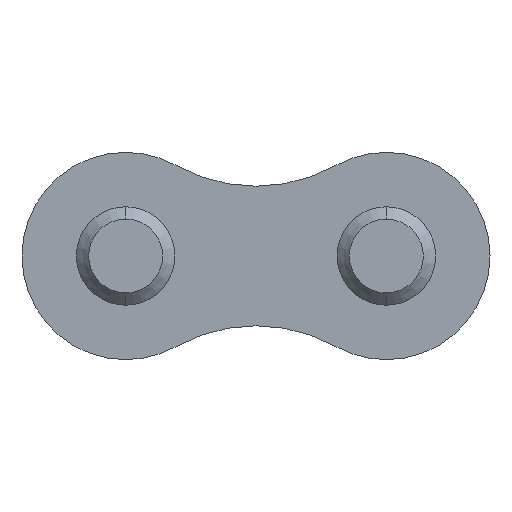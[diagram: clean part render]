
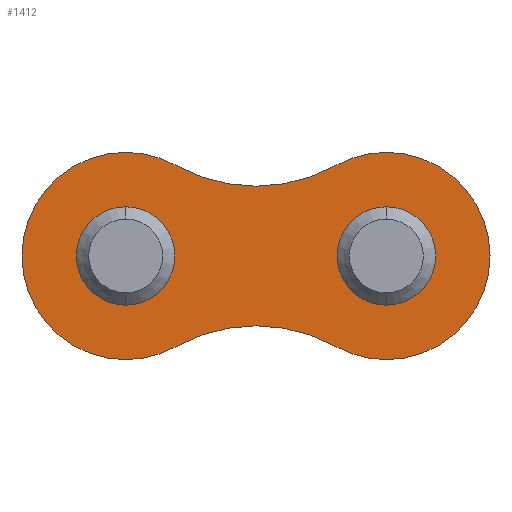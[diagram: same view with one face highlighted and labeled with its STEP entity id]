
A CAD part, front view. The second image highlights one B-rep face of the part: STEP entity #1412.
In plain terms, the highlighted planar face has unit normal (0, -1, 0).
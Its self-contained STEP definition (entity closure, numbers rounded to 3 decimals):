
#24 = DIRECTION ( 'NONE',  ( 0., 1., 0. ) ) ;
#29 = DIRECTION ( 'NONE',  ( 0., 1., 0. ) ) ;
#36 = EDGE_CURVE ( 'NONE', #1273, #636, #1351, .T. ) ;
#40 = AXIS2_PLACEMENT_3D ( 'NONE', #576, #1639, #45 ) ;
#45 = DIRECTION ( 'NONE',  ( 0., 0., 1. ) ) ;
#61 = AXIS2_PLACEMENT_3D ( 'NONE', #1253, #24, #819 ) ;
#119 = ORIENTED_EDGE ( 'NONE', *, *, #1166, .T. ) ;
#131 = CARTESIAN_POINT ( 'NONE',  ( 3.175, -3.3, -5.7 ) ) ;
#136 = CARTESIAN_POINT ( 'NONE',  ( 3.175, -3.3, 5.7 ) ) ;
#140 = VERTEX_POINT ( 'NONE', #1061 ) ;
#158 = ORIENTED_EDGE ( 'NONE', *, *, #1028, .T. ) ;
#163 = EDGE_CURVE ( 'NONE', #222, #1089, #583, .T. ) ;
#200 = CIRCLE ( 'NONE', #1358, 2.525 ) ;
#214 = VERTEX_POINT ( 'NONE', #646 ) ;
#222 = VERTEX_POINT ( 'NONE', #1527 ) ;
#226 = DIRECTION ( 'NONE',  ( 0., -1., 0. ) ) ;
#231 = AXIS2_PLACEMENT_3D ( 'NONE', #136, #1618, #652 ) ;
#234 = ORIENTED_EDGE ( 'NONE', *, *, #36, .F. ) ;
#241 = DIRECTION ( 'NONE',  ( 0., 0., -1. ) ) ;
#260 = CARTESIAN_POINT ( 'NONE',  ( 1.229, -3.3, 2.206 ) ) ;
#271 = DIRECTION ( 'NONE',  ( 0., 1., 0. ) ) ;
#284 = CARTESIAN_POINT ( 'NONE',  ( 0., -3.3, 1.2 ) ) ;
#302 = VERTEX_POINT ( 'NONE', #284 ) ;
#323 = CARTESIAN_POINT ( 'NONE',  ( 0., -3.3, -2.525 ) ) ;
#324 = AXIS2_PLACEMENT_3D ( 'NONE', #937, #1442, #1213 ) ;
#348 = EDGE_CURVE ( 'NONE', #214, #1273, #823, .T. ) ;
#364 = VERTEX_POINT ( 'NONE', #1337 ) ;
#392 = CARTESIAN_POINT ( 'NONE',  ( 3.175, -3.3, -5.7 ) ) ;
#435 = PLANE ( 'NONE',  #61 ) ;
#452 = AXIS2_PLACEMENT_3D ( 'NONE', #1580, #612, #241 ) ;
#457 = DIRECTION ( 'NONE',  ( 0., 0., -1. ) ) ;
#474 = AXIS2_PLACEMENT_3D ( 'NONE', #1658, #1417, #492 ) ;
#479 = ORIENTED_EDGE ( 'NONE', *, *, #974, .T. ) ;
#492 = DIRECTION ( 'NONE',  ( 0., 0., -1. ) ) ;
#507 = DIRECTION ( 'NONE',  ( 0., 0., 1. ) ) ;
#523 = CIRCLE ( 'NONE', #231, 4. ) ;
#532 = DIRECTION ( 'NONE',  ( 0., 1., 0. ) ) ;
#533 = CARTESIAN_POINT ( 'NONE',  ( 6.35, -3.3, 1.2 ) ) ;
#536 = EDGE_CURVE ( 'NONE', #636, #1345, #596, .T. ) ;
#554 = FACE_BOUND ( 'NONE', #1591, .T. ) ;
#576 = CARTESIAN_POINT ( 'NONE',  ( 0., -3.3, 0. ) ) ;
#579 = DIRECTION ( 'NONE',  ( 0., 1., 0. ) ) ;
#583 = CIRCLE ( 'NONE', #452, 2.525 ) ;
#587 = AXIS2_PLACEMENT_3D ( 'NONE', #1593, #1497, #1629 ) ;
#594 = AXIS2_PLACEMENT_3D ( 'NONE', #392, #962, #1470 ) ;
#596 = CIRCLE ( 'NONE', #1565, 4. ) ;
#612 = DIRECTION ( 'NONE',  ( 0., 1., 0. ) ) ;
#636 = VERTEX_POINT ( 'NONE', #821 ) ;
#646 = CARTESIAN_POINT ( 'NONE',  ( 6.35, -3.3, -2.525 ) ) ;
#652 = DIRECTION ( 'NONE',  ( 0., 0., -1. ) ) ;
#687 = CIRCLE ( 'NONE', #1657, 1.2 ) ;
#699 = CARTESIAN_POINT ( 'NONE',  ( 0., -3.3, 0. ) ) ;
#740 = CIRCLE ( 'NONE', #40, 1.2 ) ;
#758 = ORIENTED_EDGE ( 'NONE', *, *, #1312, .T. ) ;
#767 = EDGE_CURVE ( 'NONE', #1684, #222, #523, .T. ) ;
#776 = AXIS2_PLACEMENT_3D ( 'NONE', #1710, #1081, #1317 ) ;
#809 = CARTESIAN_POINT ( 'NONE',  ( 6.35, -3.3, 2.525 ) ) ;
#819 = DIRECTION ( 'NONE',  ( 0., 0., -1. ) ) ;
#821 = CARTESIAN_POINT ( 'NONE',  ( 3.175, -3.3, -1.7 ) ) ;
#823 = CIRCLE ( 'NONE', #587, 2.525 ) ;
#841 = CARTESIAN_POINT ( 'NONE',  ( 0., -3.3, 0. ) ) ;
#843 = ORIENTED_EDGE ( 'NONE', *, *, #163, .F. ) ;
#903 = CARTESIAN_POINT ( 'NONE',  ( 6.35, -3.3, 0. ) ) ;
#906 = ORIENTED_EDGE ( 'NONE', *, *, #767, .F. ) ;
#913 = ORIENTED_EDGE ( 'NONE', *, *, #1252, .F. ) ;
#937 = CARTESIAN_POINT ( 'NONE',  ( 6.35, -3.3, 0. ) ) ;
#956 = EDGE_LOOP ( 'NONE', ( #758, #119 ) ) ;
#962 = DIRECTION ( 'NONE',  ( 0., -1., 0. ) ) ;
#974 = EDGE_CURVE ( 'NONE', #302, #140, #740, .T. ) ;
#979 = FACE_BOUND ( 'NONE', #956, .T. ) ;
#988 = AXIS2_PLACEMENT_3D ( 'NONE', #699, #29, #1135 ) ;
#989 = ORIENTED_EDGE ( 'NONE', *, *, #536, .F. ) ;
#997 = VERTEX_POINT ( 'NONE', #323 ) ;
#1028 = EDGE_CURVE ( 'NONE', #140, #302, #1713, .T. ) ;
#1058 = EDGE_LOOP ( 'NONE', ( #1152, #989, #234, #1127, #1350, #843, #906, #913, #1154 ) ) ;
#1060 = CARTESIAN_POINT ( 'NONE',  ( 6.35, -3.3, -1.2 ) ) ;
#1061 = CARTESIAN_POINT ( 'NONE',  ( 0., -3.3, -1.2 ) ) ;
#1070 = CIRCLE ( 'NONE', #776, 2.525 ) ;
#1081 = DIRECTION ( 'NONE',  ( 0., 1., 0. ) ) ;
#1089 = VERTEX_POINT ( 'NONE', #809 ) ;
#1126 = CIRCLE ( 'NONE', #474, 2.525 ) ;
#1127 = ORIENTED_EDGE ( 'NONE', *, *, #348, .F. ) ;
#1135 = DIRECTION ( 'NONE',  ( 0., 0., 1. ) ) ;
#1152 = ORIENTED_EDGE ( 'NONE', *, *, #1208, .F. ) ;
#1154 = ORIENTED_EDGE ( 'NONE', *, *, #1501, .F. ) ;
#1166 = EDGE_CURVE ( 'NONE', #1370, #1649, #687, .T. ) ;
#1193 = CARTESIAN_POINT ( 'NONE',  ( 1.229, -3.3, -2.206 ) ) ;
#1208 = EDGE_CURVE ( 'NONE', #1345, #997, #1070, .T. ) ;
#1213 = DIRECTION ( 'NONE',  ( 0., 0., 1. ) ) ;
#1252 = EDGE_CURVE ( 'NONE', #364, #1684, #1126, .T. ) ;
#1253 = CARTESIAN_POINT ( 'NONE',  ( 1.587, -3.3, -2.85 ) ) ;
#1263 = FACE_OUTER_BOUND ( 'NONE', #1058, .T. ) ;
#1273 = VERTEX_POINT ( 'NONE', #1675 ) ;
#1295 = DIRECTION ( 'NONE',  ( 0., 0., 1. ) ) ;
#1312 = EDGE_CURVE ( 'NONE', #1649, #1370, #1578, .T. ) ;
#1317 = DIRECTION ( 'NONE',  ( 0., 0., -1. ) ) ;
#1337 = CARTESIAN_POINT ( 'NONE',  ( 0., -3.3, 2.525 ) ) ;
#1345 = VERTEX_POINT ( 'NONE', #1193 ) ;
#1348 = DIRECTION ( 'NONE',  ( 0., 0., -1. ) ) ;
#1350 = ORIENTED_EDGE ( 'NONE', *, *, #1616, .F. ) ;
#1351 = CIRCLE ( 'NONE', #594, 4. ) ;
#1358 = AXIS2_PLACEMENT_3D ( 'NONE', #841, #271, #1348 ) ;
#1370 = VERTEX_POINT ( 'NONE', #533 ) ;
#1412 = ADVANCED_FACE ( 'NONE', ( #554, #979, #1263 ), #435, .F. ) ;
#1417 = DIRECTION ( 'NONE',  ( 0., 1., 0. ) ) ;
#1430 = CARTESIAN_POINT ( 'NONE',  ( 6.35, -3.3, 0. ) ) ;
#1442 = DIRECTION ( 'NONE',  ( 0., 1., 0. ) ) ;
#1470 = DIRECTION ( 'NONE',  ( 0., 0., 1. ) ) ;
#1497 = DIRECTION ( 'NONE',  ( 0., 1., 0. ) ) ;
#1501 = EDGE_CURVE ( 'NONE', #997, #364, #200, .T. ) ;
#1527 = CARTESIAN_POINT ( 'NONE',  ( 5.121, -3.3, 2.206 ) ) ;
#1565 = AXIS2_PLACEMENT_3D ( 'NONE', #131, #226, #1295 ) ;
#1567 = CIRCLE ( 'NONE', #1652, 2.525 ) ;
#1578 = CIRCLE ( 'NONE', #324, 1.2 ) ;
#1580 = CARTESIAN_POINT ( 'NONE',  ( 6.35, -3.3, 0. ) ) ;
#1591 = EDGE_LOOP ( 'NONE', ( #158, #479 ) ) ;
#1593 = CARTESIAN_POINT ( 'NONE',  ( 6.35, -3.3, 0. ) ) ;
#1616 = EDGE_CURVE ( 'NONE', #1089, #214, #1567, .T. ) ;
#1618 = DIRECTION ( 'NONE',  ( 0., -1., 0. ) ) ;
#1629 = DIRECTION ( 'NONE',  ( 0., 0., -1. ) ) ;
#1639 = DIRECTION ( 'NONE',  ( 0., 1., 0. ) ) ;
#1649 = VERTEX_POINT ( 'NONE', #1060 ) ;
#1652 = AXIS2_PLACEMENT_3D ( 'NONE', #903, #579, #457 ) ;
#1657 = AXIS2_PLACEMENT_3D ( 'NONE', #1430, #532, #507 ) ;
#1658 = CARTESIAN_POINT ( 'NONE',  ( 0., -3.3, 0. ) ) ;
#1675 = CARTESIAN_POINT ( 'NONE',  ( 5.121, -3.3, -2.206 ) ) ;
#1684 = VERTEX_POINT ( 'NONE', #260 ) ;
#1710 = CARTESIAN_POINT ( 'NONE',  ( 0., -3.3, 0. ) ) ;
#1713 = CIRCLE ( 'NONE', #988, 1.2 ) ;
